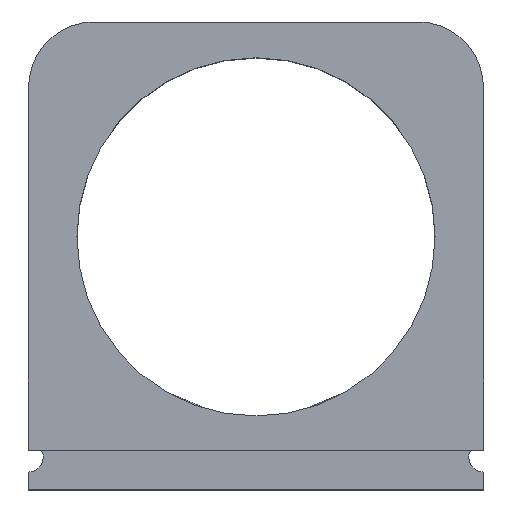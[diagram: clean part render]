
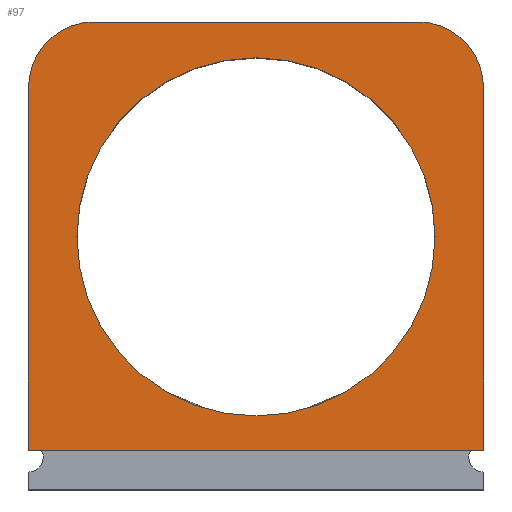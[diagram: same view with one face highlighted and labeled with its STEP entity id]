
A CAD part, top view. The second image highlights one B-rep face of the part: STEP entity #97.
In plain terms, the highlighted planar face has unit normal (0, 0, 1).
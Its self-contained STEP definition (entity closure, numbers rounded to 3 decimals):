
#97 = ADVANCED_FACE( '', ( #151, #152 ), #153, .T. );
#151 = FACE_BOUND( '', #207, .T. );
#152 = FACE_OUTER_BOUND( '', #208, .T. );
#153 = PLANE( '', #209 );
#207 = EDGE_LOOP( '', ( #379 ) );
#208 = EDGE_LOOP( '', ( #380, #381, #382, #383, #384, #385 ) );
#209 = AXIS2_PLACEMENT_3D( '', #386, #387, #388 );
#379 = ORIENTED_EDGE( '', *, *, #399, .F. );
#380 = ORIENTED_EDGE( '', *, *, #451, .T. );
#381 = ORIENTED_EDGE( '', *, *, #439, .T. );
#382 = ORIENTED_EDGE( '', *, *, #450, .T. );
#383 = ORIENTED_EDGE( '', *, *, #432, .T. );
#384 = ORIENTED_EDGE( '', *, *, #428, .T. );
#385 = ORIENTED_EDGE( '', *, *, #425, .T. );
#386 = CARTESIAN_POINT( '', ( -19.2, 19.95, 12.5 ) );
#387 = DIRECTION( '', ( 0., 0., 1. ) );
#388 = DIRECTION( '', ( 1., 0., 0. ) );
#399 = EDGE_CURVE( '', #458, #458, #459, .T. );
#425 = EDGE_CURVE( '', #500, #505, #507, .T. );
#428 = EDGE_CURVE( '', #508, #500, #512, .T. );
#432 = EDGE_CURVE( '', #518, #508, #519, .T. );
#439 = EDGE_CURVE( '', #529, #527, #530, .T. );
#450 = EDGE_CURVE( '', #527, #518, #544, .T. );
#451 = EDGE_CURVE( '', #505, #529, #545, .T. );
#458 = VERTEX_POINT( '', #631 );
#459 = CIRCLE( '', #632, 21.25 );
#500 = VERTEX_POINT( '', #685 );
#505 = VERTEX_POINT( '', #692 );
#507 = LINE( '', #695, #696 );
#508 = VERTEX_POINT( '', #697 );
#512 = CIRCLE( '', #702, 7.8 );
#518 = VERTEX_POINT( '', #711 );
#519 = LINE( '', #712, #713 );
#527 = VERTEX_POINT( '', #726 );
#529 = VERTEX_POINT( '', #729 );
#530 = LINE( '', #730, #731 );
#544 = LINE( '', #754, #755 );
#545 = CIRCLE( '', #756, 7.8 );
#631 = CARTESIAN_POINT( '', ( 21.25, 2.25, 12.5 ) );
#632 = AXIS2_PLACEMENT_3D( '', #763, #764, #765 );
#685 = CARTESIAN_POINT( '', ( 19.2, 27.75, 12.5 ) );
#692 = CARTESIAN_POINT( '', ( -19.2, 27.75, 12.5 ) );
#695 = CARTESIAN_POINT( '', ( 19.2, 27.75, 12.5 ) );
#696 = VECTOR( '', #811, 1000. );
#697 = CARTESIAN_POINT( '', ( 27., 19.95, 12.5 ) );
#702 = AXIS2_PLACEMENT_3D( '', #816, #817, #818 );
#711 = CARTESIAN_POINT( '', ( 27., -23.05, 12.5 ) );
#712 = CARTESIAN_POINT( '', ( 27., -23.05, 12.5 ) );
#713 = VECTOR( '', #822, 1000. );
#726 = CARTESIAN_POINT( '', ( -27., -23.05, 12.5 ) );
#729 = CARTESIAN_POINT( '', ( -27., 19.95, 12.5 ) );
#730 = CARTESIAN_POINT( '', ( -27., 19.95, 12.5 ) );
#731 = VECTOR( '', #829, 1000. );
#754 = CARTESIAN_POINT( '', ( -27., -23.05, 12.5 ) );
#755 = VECTOR( '', #842, 1000. );
#756 = AXIS2_PLACEMENT_3D( '', #843, #844, #845 );
#763 = CARTESIAN_POINT( '', ( 0., 2.25, 12.5 ) );
#764 = DIRECTION( '', ( 0., 0., 1. ) );
#765 = DIRECTION( '', ( 1., 0., 0. ) );
#811 = DIRECTION( '', ( -1., 0., 0. ) );
#816 = CARTESIAN_POINT( '', ( 19.2, 19.95, 12.5 ) );
#817 = DIRECTION( '', ( 0., 0., 1. ) );
#818 = DIRECTION( '', ( 1., 0., 0. ) );
#822 = DIRECTION( '', ( 0., 1., 0. ) );
#829 = DIRECTION( '', ( 0., -1., 0. ) );
#842 = DIRECTION( '', ( 1., 0., 0. ) );
#843 = CARTESIAN_POINT( '', ( -19.2, 19.95, 12.5 ) );
#844 = DIRECTION( '', ( 0., 0., 1. ) );
#845 = DIRECTION( '', ( 1., 0., 0. ) );
